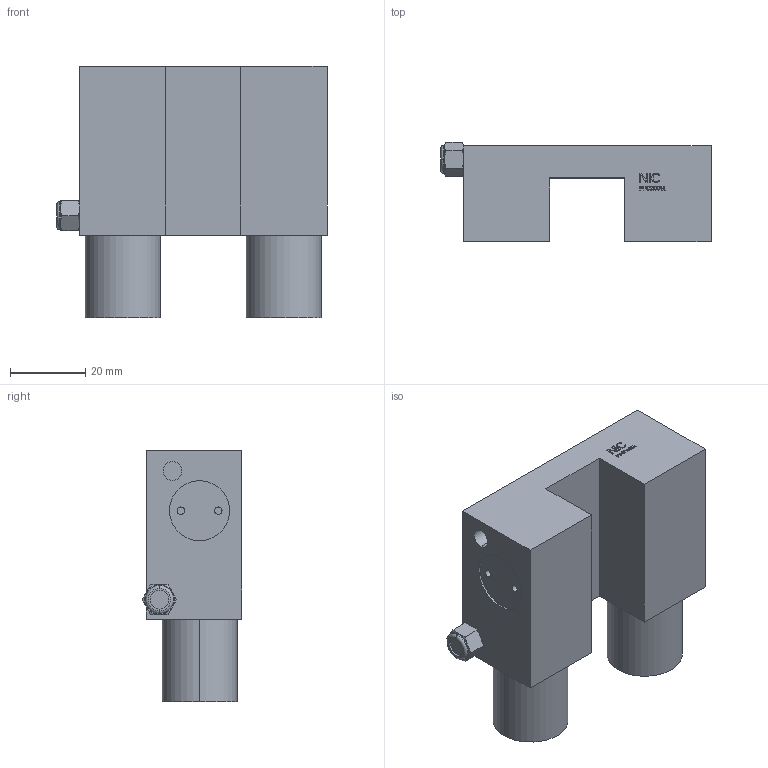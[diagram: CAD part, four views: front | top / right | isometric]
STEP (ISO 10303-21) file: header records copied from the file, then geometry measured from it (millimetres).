
FILE_DESCRIPTION((''),'2;1');
FILE_NAME('FPC2001A','2025-05-18T11:33:48',('lx'),(''),'CREO PARAMETRIC BY PTC INC, 2018100','CREO PARAMETRIC BY PTC INC, 2018100','');
FILE_SCHEMA(('CONFIG_CONTROL_DESIGN'));
Length unit declared in the file: millimetre
Products named in the file (1): FPC2001A
Bounding box: 72 x 26.62 x 67 mm (x, y, z)
Volume: 68255.9 mm3; surface area: 18372.6 mm2
Topology: 1 solids, 4 shells, 380 faces, 1007 edges, 666 vertices
Faces by surface type: plane 318, cylinder 42, cone 16, torus 2, sphere 2
Entity records: 11706 total; most frequent: CARTESIAN_POINT 2165, ORIENTED_EDGE 2010, DIRECTION 1856, EDGE_CURVE 1005, VECTOR 866, LINE 866, VERTEX_POINT 666, AXIS2_PLACEMENT_3D 495
